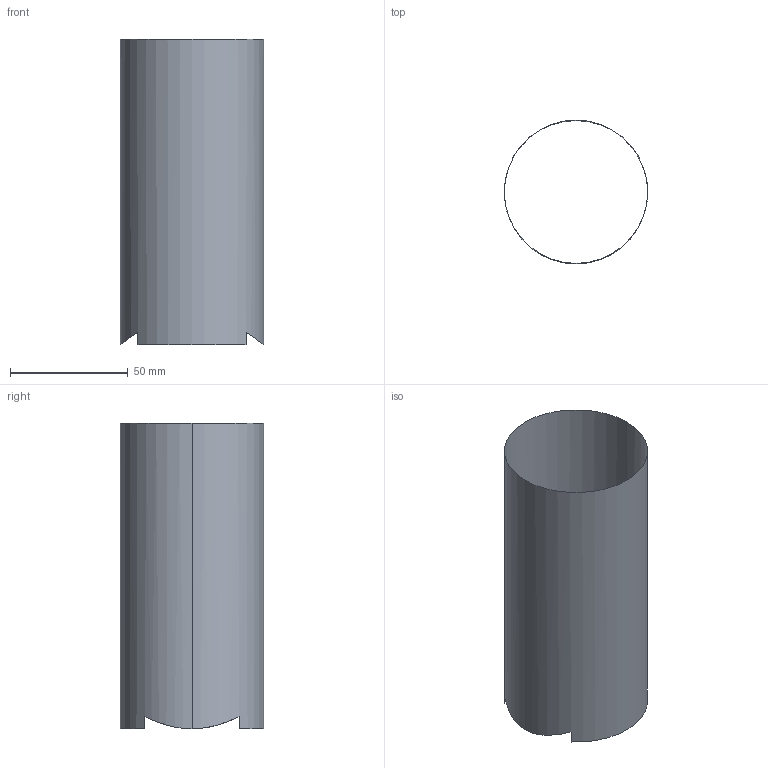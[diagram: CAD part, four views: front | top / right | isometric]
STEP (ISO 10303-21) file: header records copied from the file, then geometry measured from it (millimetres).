
FILE_DESCRIPTION (( 'STEP AP203' ), '1' );
FILE_NAME ('wheelpin by Long_Default_sldprt.STEP', '2023-03-30T07:40:32', ( '' ), ( '' ), 'SwSTEP 2.0', 'SolidWorks 2021', '' );
FILE_SCHEMA (( 'CONFIG_CONTROL_DESIGN' ));
Length unit declared in the file: millimetre
Products named in the file (1): wheelpin by Long_Default_sldprt
Bounding box: 60.95 x 60.95 x 130 mm (x, y, z)
Surface area: 24725.8 mm2 (no closed solid volume)
Topology: 0 solids, 1 shells, 2 faces, 14 edges, 12 vertices
Faces by surface type: cylinder 2
Entity records: 273 total; most frequent: CARTESIAN_POINT 95, DIRECTION 20, ORIENTED_EDGE 16, EDGE_CURVE 14, VERTEX_POINT 12, PERSON_AND_ORGANIZATION 8, AXIS2_PLACEMENT_3D 7, LINE 6
